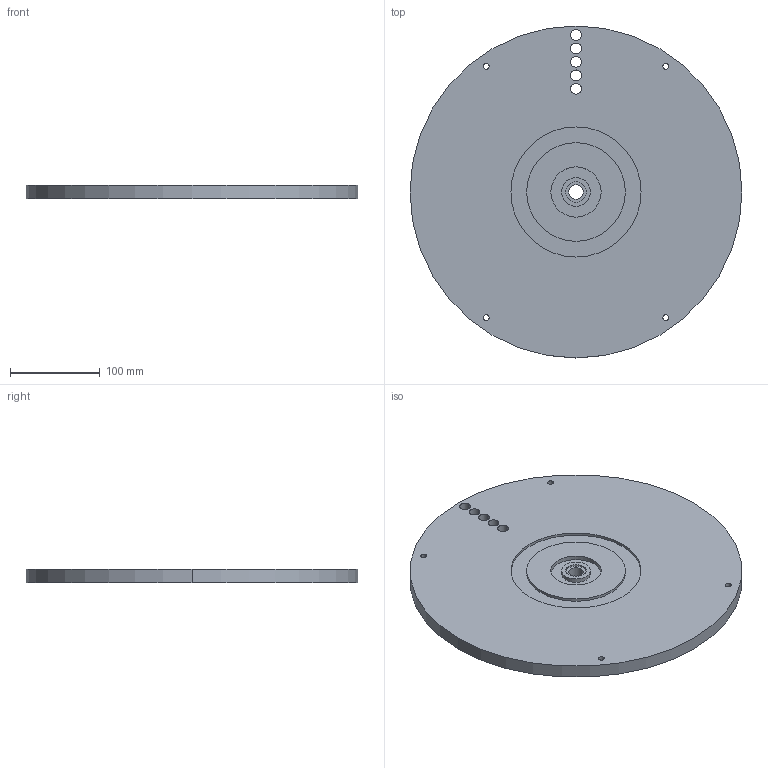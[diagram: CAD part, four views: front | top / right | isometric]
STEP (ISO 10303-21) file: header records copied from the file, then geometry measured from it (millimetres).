
FILE_DESCRIPTION (( 'STEP AP214' ), '1' );
FILE_NAME ('chassis.step', '2020-06-05T20:06:15', ( '' ), ( '' ), 'SwSTEP 2.0', 'SolidWorks 2019', '' );
FILE_SCHEMA (( 'AUTOMOTIVE_DESIGN' ));
Length unit declared in the file: millimetre
Products named in the file (1): chassis
Bounding box: 370 x 370 x 15 mm (x, y, z)
Volume: 1557097.2 mm3; surface area: 246758 mm2
Topology: 1 solids, 1 shells, 186 faces, 462 edges, 248 vertices
Faces by surface type: cylinder 106, cone 72, plane 8
Entity records: 5092 total; most frequent: DIRECTION 976, CARTESIAN_POINT 825, ORIENTED_EDGE 780, AXIS2_PLACEMENT_3D 399, EDGE_CURVE 390, VERTEX_POINT 248, EDGE_LOOP 248, CIRCLE 212
